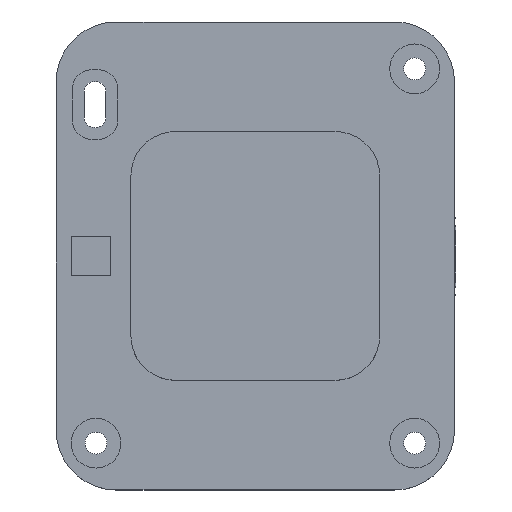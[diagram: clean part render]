
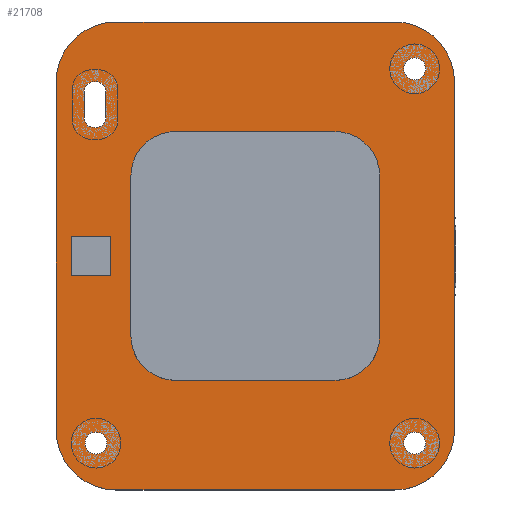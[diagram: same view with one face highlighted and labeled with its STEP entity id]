
A CAD part, top view. The second image highlights one B-rep face of the part: STEP entity #21708.
In plain terms, the highlighted planar face has unit normal (0, 0, 1).
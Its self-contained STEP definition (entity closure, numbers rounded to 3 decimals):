
#107=FACE_BOUND('',#3135,.T.);
#108=FACE_BOUND('',#3136,.T.);
#109=FACE_BOUND('',#3137,.T.);
#110=FACE_BOUND('',#3138,.T.);
#965=PLANE('',#23296);
#2023=FACE_OUTER_BOUND('',#3134,.T.);
#3134=EDGE_LOOP('',(#19869,#19870,#19871,#19872,#19873,#19874,#19875,#19876));
#3135=EDGE_LOOP('',(#19877));
#3136=EDGE_LOOP('',(#19878));
#3137=EDGE_LOOP('',(#19879,#19880,#19881,#19882,#19883,#19884,#19885,#19886));
#3138=EDGE_LOOP('',(#19887));
#5699=LINE('',#35057,#8304);
#5703=LINE('',#35069,#8308);
#5707=LINE('',#35081,#8312);
#5711=LINE('',#35093,#8316);
#5717=LINE('',#35117,#8322);
#5721=LINE('',#35129,#8326);
#5725=LINE('',#35141,#8330);
#5729=LINE('',#35153,#8334);
#8304=VECTOR('',#28700,10.);
#8308=VECTOR('',#28712,10.);
#8312=VECTOR('',#28724,10.);
#8316=VECTOR('',#28736,10.);
#8322=VECTOR('',#28762,10.);
#8326=VECTOR('',#28774,10.);
#8330=VECTOR('',#28786,10.);
#8334=VECTOR('',#28798,10.);
#8818=CIRCLE('',#23256,1.1);
#8821=CIRCLE('',#23261,1.);
#8823=CIRCLE('',#23265,1.);
#8825=CIRCLE('',#23269,1.);
#8827=CIRCLE('',#23273,1.);
#8828=CIRCLE('',#23275,1.1);
#8830=CIRCLE('',#23278,1.1);
#8833=CIRCLE('',#23283,6.);
#8835=CIRCLE('',#23287,6.);
#8837=CIRCLE('',#23291,6.);
#8839=CIRCLE('',#23295,6.);
#10800=VERTEX_POINT('',#35045);
#10804=VERTEX_POINT('',#35054);
#10805=VERTEX_POINT('',#35056);
#10807=VERTEX_POINT('',#35062);
#10809=VERTEX_POINT('',#35068);
#10811=VERTEX_POINT('',#35074);
#10813=VERTEX_POINT('',#35080);
#10815=VERTEX_POINT('',#35086);
#10817=VERTEX_POINT('',#35092);
#10818=VERTEX_POINT('',#35099);
#10820=VERTEX_POINT('',#35105);
#10824=VERTEX_POINT('',#35114);
#10825=VERTEX_POINT('',#35116);
#10827=VERTEX_POINT('',#35122);
#10829=VERTEX_POINT('',#35128);
#10831=VERTEX_POINT('',#35134);
#10833=VERTEX_POINT('',#35140);
#10835=VERTEX_POINT('',#35146);
#10837=VERTEX_POINT('',#35152);
#13824=EDGE_CURVE('',#10800,#10800,#8818,.T.);
#13829=EDGE_CURVE('',#10805,#10804,#5699,.T.);
#13832=EDGE_CURVE('',#10807,#10805,#8821,.T.);
#13835=EDGE_CURVE('',#10809,#10807,#5703,.T.);
#13838=EDGE_CURVE('',#10811,#10809,#8823,.T.);
#13841=EDGE_CURVE('',#10813,#10811,#5707,.T.);
#13844=EDGE_CURVE('',#10815,#10813,#8825,.T.);
#13847=EDGE_CURVE('',#10817,#10815,#5711,.T.);
#13850=EDGE_CURVE('',#10804,#10817,#8827,.T.);
#13851=EDGE_CURVE('',#10818,#10818,#8828,.T.);
#13854=EDGE_CURVE('',#10820,#10820,#8830,.T.);
#13859=EDGE_CURVE('',#10825,#10824,#5717,.T.);
#13862=EDGE_CURVE('',#10827,#10825,#8833,.T.);
#13865=EDGE_CURVE('',#10829,#10827,#5721,.T.);
#13868=EDGE_CURVE('',#10831,#10829,#8835,.T.);
#13871=EDGE_CURVE('',#10833,#10831,#5725,.T.);
#13874=EDGE_CURVE('',#10835,#10833,#8837,.T.);
#13877=EDGE_CURVE('',#10837,#10835,#5729,.T.);
#13880=EDGE_CURVE('',#10824,#10837,#8839,.T.);
#19869=ORIENTED_EDGE('',*,*,#13880,.T.);
#19870=ORIENTED_EDGE('',*,*,#13877,.T.);
#19871=ORIENTED_EDGE('',*,*,#13874,.T.);
#19872=ORIENTED_EDGE('',*,*,#13871,.T.);
#19873=ORIENTED_EDGE('',*,*,#13868,.T.);
#19874=ORIENTED_EDGE('',*,*,#13865,.T.);
#19875=ORIENTED_EDGE('',*,*,#13862,.T.);
#19876=ORIENTED_EDGE('',*,*,#13859,.T.);
#19877=ORIENTED_EDGE('',*,*,#13854,.T.);
#19878=ORIENTED_EDGE('',*,*,#13851,.T.);
#19879=ORIENTED_EDGE('',*,*,#13850,.T.);
#19880=ORIENTED_EDGE('',*,*,#13847,.T.);
#19881=ORIENTED_EDGE('',*,*,#13844,.T.);
#19882=ORIENTED_EDGE('',*,*,#13841,.T.);
#19883=ORIENTED_EDGE('',*,*,#13838,.T.);
#19884=ORIENTED_EDGE('',*,*,#13835,.T.);
#19885=ORIENTED_EDGE('',*,*,#13832,.T.);
#19886=ORIENTED_EDGE('',*,*,#13829,.T.);
#19887=ORIENTED_EDGE('',*,*,#13824,.T.);
#21708=ADVANCED_FACE('',(#2023,#107,#108,#109,#110),#965,.T.);
#23256=AXIS2_PLACEMENT_3D('',#35046,#28691,#28692);
#23261=AXIS2_PLACEMENT_3D('',#35063,#28706,#28707);
#23265=AXIS2_PLACEMENT_3D('',#35075,#28718,#28719);
#23269=AXIS2_PLACEMENT_3D('',#35087,#28730,#28731);
#23273=AXIS2_PLACEMENT_3D('',#35097,#28742,#28743);
#23275=AXIS2_PLACEMENT_3D('',#35100,#28746,#28747);
#23278=AXIS2_PLACEMENT_3D('',#35106,#28753,#28754);
#23283=AXIS2_PLACEMENT_3D('',#35123,#28768,#28769);
#23287=AXIS2_PLACEMENT_3D('',#35135,#28780,#28781);
#23291=AXIS2_PLACEMENT_3D('',#35147,#28792,#28793);
#23295=AXIS2_PLACEMENT_3D('',#35157,#28804,#28805);
#23296=AXIS2_PLACEMENT_3D('',#35158,#28806,#28807);
#28691=DIRECTION('center_axis',(0.,0.,-1.));
#28692=DIRECTION('ref_axis',(1.,0.,0.));
#28700=DIRECTION('',(0.,1.,0.));
#28706=DIRECTION('center_axis',(0.,0.,-1.));
#28707=DIRECTION('ref_axis',(-1.,0.,0.));
#28712=DIRECTION('',(-1.,0.,0.));
#28718=DIRECTION('center_axis',(0.,0.,-1.));
#28719=DIRECTION('ref_axis',(0.,-1.,0.));
#28724=DIRECTION('',(0.,-1.,0.));
#28730=DIRECTION('center_axis',(0.,0.,-1.));
#28731=DIRECTION('ref_axis',(1.,0.,0.));
#28736=DIRECTION('',(1.,0.,0.));
#28742=DIRECTION('center_axis',(0.,0.,-1.));
#28743=DIRECTION('ref_axis',(0.,1.,0.));
#28746=DIRECTION('center_axis',(0.,0.,-1.));
#28747=DIRECTION('ref_axis',(1.,0.,0.));
#28753=DIRECTION('center_axis',(0.,0.,-1.));
#28754=DIRECTION('ref_axis',(1.,0.,0.));
#28762=DIRECTION('',(0.,-1.,0.));
#28768=DIRECTION('center_axis',(0.,0.,1.));
#28769=DIRECTION('ref_axis',(0.,1.,0.));
#28774=DIRECTION('',(-1.,0.,0.));
#28780=DIRECTION('center_axis',(0.,0.,1.));
#28781=DIRECTION('ref_axis',(1.,0.,0.));
#28786=DIRECTION('',(0.,1.,0.));
#28792=DIRECTION('center_axis',(0.,0.,1.));
#28793=DIRECTION('ref_axis',(0.,-1.,0.));
#28798=DIRECTION('',(1.,0.,0.));
#28804=DIRECTION('center_axis',(0.,0.,1.));
#28805=DIRECTION('ref_axis',(-1.,0.,0.));
#28806=DIRECTION('center_axis',(0.,0.,1.));
#28807=DIRECTION('ref_axis',(1.,0.,0.));
#35045=CARTESIAN_POINT('',(-17.1,-18.8,1.));
#35046=CARTESIAN_POINT('Origin',(-16.,-18.8,1.));
#35054=CARTESIAN_POINT('',(-17.2,16.5,1.));
#35056=CARTESIAN_POINT('',(-17.2,13.9,1.));
#35057=CARTESIAN_POINT('',(-17.2,16.5,1.));
#35062=CARTESIAN_POINT('',(-16.2,12.9,1.));
#35063=CARTESIAN_POINT('Origin',(-16.2,13.9,1.));
#35068=CARTESIAN_POINT('',(-16.,12.9,1.));
#35069=CARTESIAN_POINT('',(-16.2,12.9,1.));
#35074=CARTESIAN_POINT('',(-15.,13.9,1.));
#35075=CARTESIAN_POINT('Origin',(-16.,13.9,1.));
#35080=CARTESIAN_POINT('',(-15.,16.5,1.));
#35081=CARTESIAN_POINT('',(-15.,13.9,1.));
#35086=CARTESIAN_POINT('',(-16.,17.5,1.));
#35087=CARTESIAN_POINT('Origin',(-16.,16.5,1.));
#35092=CARTESIAN_POINT('',(-16.2,17.5,1.));
#35093=CARTESIAN_POINT('',(-16.,17.5,1.));
#35097=CARTESIAN_POINT('Origin',(-16.2,16.5,1.));
#35099=CARTESIAN_POINT('',(14.9,18.8,1.));
#35100=CARTESIAN_POINT('Origin',(16.,18.8,1.));
#35105=CARTESIAN_POINT('',(14.9,-18.8,1.));
#35106=CARTESIAN_POINT('Origin',(16.,-18.8,1.));
#35114=CARTESIAN_POINT('',(-20.,-17.5,1.));
#35116=CARTESIAN_POINT('',(-20.,17.5,1.));
#35117=CARTESIAN_POINT('',(-20.,17.5,1.));
#35122=CARTESIAN_POINT('',(-14.,23.5,1.));
#35123=CARTESIAN_POINT('Origin',(-14.,17.5,1.));
#35128=CARTESIAN_POINT('',(14.,23.5,1.));
#35129=CARTESIAN_POINT('',(14.,23.5,1.));
#35134=CARTESIAN_POINT('',(20.,17.5,1.));
#35135=CARTESIAN_POINT('Origin',(14.,17.5,1.));
#35140=CARTESIAN_POINT('',(20.,-17.5,1.));
#35141=CARTESIAN_POINT('',(20.,-17.5,1.));
#35146=CARTESIAN_POINT('',(14.,-23.5,1.));
#35147=CARTESIAN_POINT('Origin',(14.,-17.5,1.));
#35152=CARTESIAN_POINT('',(-14.,-23.5,1.));
#35153=CARTESIAN_POINT('',(-14.,-23.5,1.));
#35157=CARTESIAN_POINT('Origin',(-14.,-17.5,1.));
#35158=CARTESIAN_POINT('Origin',(0.,0.,1.));
